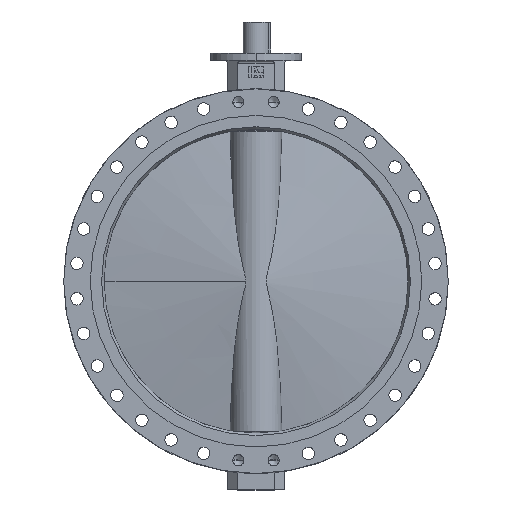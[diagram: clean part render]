
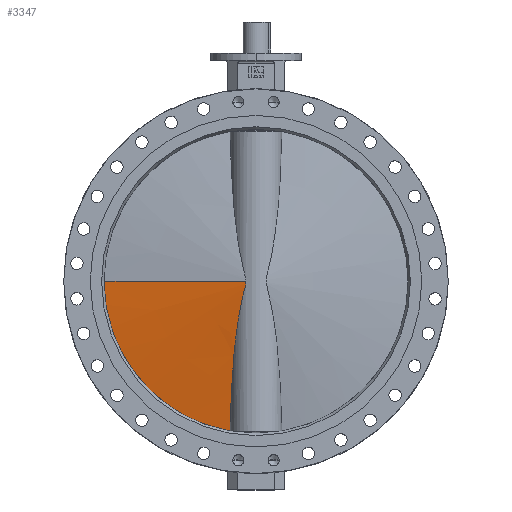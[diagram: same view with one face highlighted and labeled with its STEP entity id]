
A CAD part, top view. The second image highlights one B-rep face of the part: STEP entity #3347.
In plain terms, the highlighted conical face has half-angle 81.264 degrees and reference radius 588.952 mm.
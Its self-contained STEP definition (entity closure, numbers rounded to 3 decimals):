
#15 = EDGE_LOOP ( 'NONE', ( #9877, #9870, #9879 ) ) ;
#562 = VERTEX_POINT ( 'NONE', #1736 ) ;
#576 = VERTEX_POINT ( 'NONE', #1723 ) ;
#590 = VERTEX_POINT ( 'NONE', #1709 ) ;
#1636 = B_SPLINE_CURVE_WITH_KNOTS ( 'NONE', 3,
 ( #11842, #11843, #11847, #11848, #11849, #11850, #11851, #11852, #11853, #11854, #11855, #11856, #11857, #11858, #11859, #11860, #11861, #11862, #11863, #11864, #11865, #11866, #11867, #11868, #11869, #11870, #11871, #11872, #11873, #11874, #11875, #11876, #11877, #11878, #11879, #11880, #11881, #11882, #11883, #11884, #11885, #11886 ),
 .UNSPECIFIED., .F., .F.,
 ( 4, 2, 2, 2, 2, 2, 2, 2, 2, 2, 2, 2, 2, 2, 2, 2, 2, 2, 2, 2, 4 ),
 ( 0.65, 0.654, 0.656, 0.659, 0.668, 0.676, 0.685, 0.694, 0.703, 0.721, 0.757, 0.775, 0.792, 0.828, 0.864, 0.935, 1.007, 1.078, 1.114, 1.149, 1.221 ),
 .UNSPECIFIED. ) ;
#1709 = CARTESIAN_POINT ( 'NONE',  ( -7.758, -578.751, -99.699 ) ) ;
#1723 = CARTESIAN_POINT ( 'NONE',  ( -91.965, 0., -39.274 ) ) ;
#1736 = CARTESIAN_POINT ( 'NONE',  ( -7.758, 0., -587.275 ) ) ;
#3347 = ADVANCED_FACE ( 'NONE', ( #6776 ), #6780, .T. ) ;
#6776 = FACE_OUTER_BOUND ( 'NONE', #15, .T. ) ;
#6780 = CONICAL_SURFACE ( 'NONE', #10598, 588.952, 1.418 ) ;
#8166 = EDGE_CURVE ( 'NONE', #576, #590, #1636, .T. ) ;
#8167 = EDGE_CURVE ( 'NONE', #576, #562, #11087, .T. ) ;
#8168 = EDGE_CURVE ( 'NONE', #562, #590, #11078, .T. ) ;
#9870 = ORIENTED_EDGE ( 'NONE', *, *, #8167, .T. ) ;
#9877 = ORIENTED_EDGE ( 'NONE', *, *, #8166, .F. ) ;
#9879 = ORIENTED_EDGE ( 'NONE', *, *, #8168, .T. ) ;
#10107 = DIRECTION ( 'NONE',  ( 0., 0., -1. ) ) ;
#10108 = CARTESIAN_POINT ( 'NONE',  ( -7.5, 0., 0. ) ) ;
#10109 = DIRECTION ( 'NONE',  ( 1., 0., 0. ) ) ;
#10598 = AXIS2_PLACEMENT_3D ( 'NONE', #10108, #10109, #10107 ) ;
#10738 = AXIS2_PLACEMENT_3D ( 'NONE', #11889, #11890, #11891 ) ;
#11078 = CIRCLE ( 'NONE', #10738, 587.275 ) ;
#11087 = LINE ( 'NONE', #11887, #11088 ) ;
#11088 = VECTOR ( 'NONE', #11888, 1000. ) ;
#11842 = CARTESIAN_POINT ( 'NONE',  ( -91.965, 0., -39.274 ) ) ;
#11843 = CARTESIAN_POINT ( 'NONE',  ( -91.965, -1.52, -39.274 ) ) ;
#11847 = CARTESIAN_POINT ( 'NONE',  ( -91.944, -3.052, -39.324 ) ) ;
#11848 = CARTESIAN_POINT ( 'NONE',  ( -91.88, -5.367, -39.473 ) ) ;
#11849 = CARTESIAN_POINT ( 'NONE',  ( -91.853, -6.143, -39.535 ) ) ;
#11850 = CARTESIAN_POINT ( 'NONE',  ( -91.79, -7.685, -39.68 ) ) ;
#11851 = CARTESIAN_POINT ( 'NONE',  ( -91.754, -8.453, -39.764 ) ) ;
#11852 = CARTESIAN_POINT ( 'NONE',  ( -91.552, -12.281, -40.229 ) ) ;
#11853 = CARTESIAN_POINT ( 'NONE',  ( -91.322, -15.304, -40.752 ) ) ;
#11854 = CARTESIAN_POINT ( 'NONE',  ( -90.781, -21.31, -41.943 ) ) ;
#11855 = CARTESIAN_POINT ( 'NONE',  ( -90.47, -24.292, -42.612 ) ) ;
#11856 = CARTESIAN_POINT ( 'NONE',  ( -89.802, -30.241, -44.001 ) ) ;
#11857 = CARTESIAN_POINT ( 'NONE',  ( -89.445, -33.207, -44.724 ) ) ;
#11858 = CARTESIAN_POINT ( 'NONE',  ( -88.703, -39.134, -46.178 ) ) ;
#11859 = CARTESIAN_POINT ( 'NONE',  ( -88.318, -42.095, -46.91 ) ) ;
#11860 = CARTESIAN_POINT ( 'NONE',  ( -87.531, -48.017, -48.364 ) ) ;
#11861 = CARTESIAN_POINT ( 'NONE',  ( -87.128, -50.978, -49.086 ) ) ;
#11862 = CARTESIAN_POINT ( 'NONE',  ( -85.902, -59.866, -51.221 ) ) ;
#11863 = CARTESIAN_POINT ( 'NONE',  ( -85.061, -65.797, -52.603 ) ) ;
#11864 = CARTESIAN_POINT ( 'NONE',  ( -82.504, -83.615, -56.596 ) ) ;
#11865 = CARTESIAN_POINT ( 'NONE',  ( -80.753, -95.529, -59.053 ) ) ;
#11866 = CARTESIAN_POINT ( 'NONE',  ( -78.101, -113.45, -62.468 ) ) ;
#11867 = CARTESIAN_POINT ( 'NONE',  ( -77.212, -119.432, -63.562 ) ) ;
#11868 = CARTESIAN_POINT ( 'NONE',  ( -75.428, -131.411, -65.67 ) ) ;
#11869 = CARTESIAN_POINT ( 'NONE',  ( -74.532, -137.409, -66.684 ) ) ;
#11870 = CARTESIAN_POINT ( 'NONE',  ( -71.838, -155.408, -69.616 ) ) ;
#11871 = CARTESIAN_POINT ( 'NONE',  ( -70.034, -167.421, -71.424 ) ) ;
#11872 = CARTESIAN_POINT ( 'NONE',  ( -66.416, -191.468, -74.8 ) ) ;
#11873 = CARTESIAN_POINT ( 'NONE',  ( -64.603, -203.502, -76.367 ) ) ;
#11874 = CARTESIAN_POINT ( 'NONE',  ( -59.151, -239.634, -80.765 ) ) ;
#11875 = CARTESIAN_POINT ( 'NONE',  ( -55.503, -263.759, -83.292 ) ) ;
#11876 = CARTESIAN_POINT ( 'NONE',  ( -48.194, -312.067, -87.725 ) ) ;
#11877 = CARTESIAN_POINT ( 'NONE',  ( -44.531, -336.251, -89.628 ) ) ;
#11878 = CARTESIAN_POINT ( 'NONE',  ( -37.195, -384.667, -92.912 ) ) ;
#11879 = CARTESIAN_POINT ( 'NONE',  ( -33.522, -408.899, -94.293 ) ) ;
#11880 = CARTESIAN_POINT ( 'NONE',  ( -28.005, -445.281, -96.018 ) ) ;
#11881 = CARTESIAN_POINT ( 'NONE',  ( -26.165, -457.411, -96.535 ) ) ;
#11882 = CARTESIAN_POINT ( 'NONE',  ( -22.486, -481.673, -97.458 ) ) ;
#11883 = CARTESIAN_POINT ( 'NONE',  ( -20.645, -493.806, -97.864 ) ) ;
#11884 = CARTESIAN_POINT ( 'NONE',  ( -15.124, -530.205, -98.921 ) ) ;
#11885 = CARTESIAN_POINT ( 'NONE',  ( -11.441, -554.476, -99.412 ) ) ;
#11886 = CARTESIAN_POINT ( 'NONE',  ( -7.758, -578.751, -99.699 ) ) ;
#11887 = CARTESIAN_POINT ( 'NONE',  ( -7.5, 0., -588.952 ) ) ;
#11888 = DIRECTION ( 'NONE',  ( 0.152, 0., -0.988 ) ) ;
#11889 = CARTESIAN_POINT ( 'NONE',  ( -7.758, 0., 0. ) ) ;
#11890 = DIRECTION ( 'NONE',  ( -1., 0., 0. ) ) ;
#11891 = DIRECTION ( 'NONE',  ( 0., 0., 1. ) ) ;
